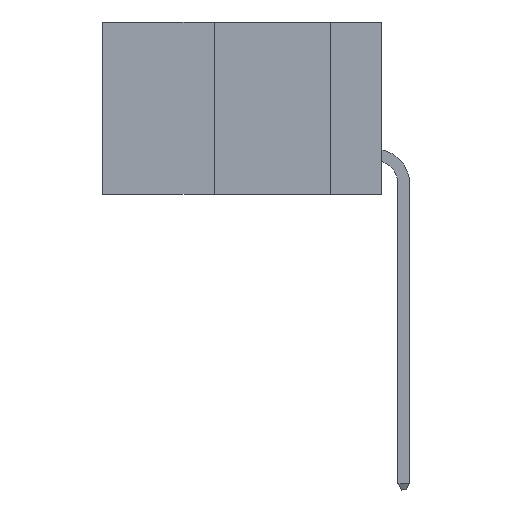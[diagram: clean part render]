
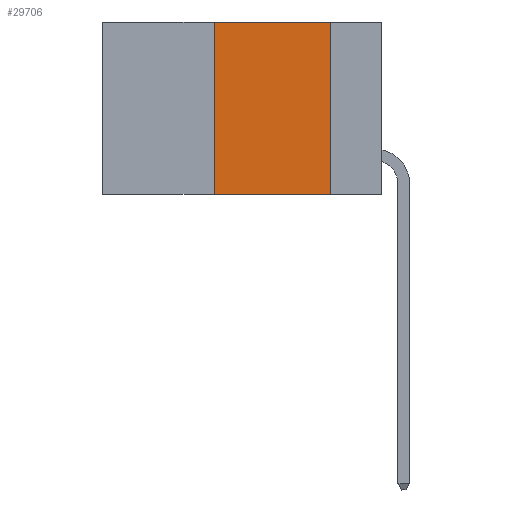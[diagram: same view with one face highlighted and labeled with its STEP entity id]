
A CAD part, left-side view. The second image highlights one B-rep face of the part: STEP entity #29706.
In plain terms, the highlighted planar face has unit normal (-1, 0, 0).
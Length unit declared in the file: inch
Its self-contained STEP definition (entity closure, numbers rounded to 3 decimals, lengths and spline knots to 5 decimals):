
#918 = LINE ( 'NONE', #23325, #24867 ) ;
#1744 = EDGE_CURVE ( 'NONE', #11455, #27039, #918, .T. ) ;
#2526 = VECTOR ( 'NONE', #14704, 39.37008 ) ;
#2794 = CARTESIAN_POINT ( 'NONE',  ( 0., 0.11, 0. ) ) ;
#4621 = CARTESIAN_POINT ( 'NONE',  ( 0., 0.36, 0. ) ) ;
#4990 = LINE ( 'NONE', #24817, #29630 ) ;
#5548 = EDGE_LOOP ( 'NONE', ( #14652, #25802, #27720, #11709 ) ) ;
#8437 = AXIS2_PLACEMENT_3D ( 'NONE', #21015, #16518, #12121 ) ;
#8551 = DIRECTION ( 'NONE',  ( 0., -1., 0. ) ) ;
#9319 = EDGE_CURVE ( 'NONE', #15044, #11455, #22486, .T. ) ;
#10392 = DIRECTION ( 'NONE',  ( 0., 0., -1. ) ) ;
#11455 = VERTEX_POINT ( 'NONE', #14339 ) ;
#11709 = ORIENTED_EDGE ( 'NONE', *, *, #16546, .T. ) ;
#11828 = CARTESIAN_POINT ( 'NONE',  ( 0., 0.11, -0.37 ) ) ;
#12121 = DIRECTION ( 'NONE',  ( 0., 0., -1. ) ) ;
#13428 = CARTESIAN_POINT ( 'NONE',  ( 0., 0.36, -0.37 ) ) ;
#14339 = CARTESIAN_POINT ( 'NONE',  ( 0., 0.36, 0. ) ) ;
#14652 = ORIENTED_EDGE ( 'NONE', *, *, #27327, .F. ) ;
#14704 = DIRECTION ( 'NONE',  ( 0., 0., 1. ) ) ;
#15044 = VERTEX_POINT ( 'NONE', #13428 ) ;
#15234 = LINE ( 'NONE', #24276, #18143 ) ;
#16518 = DIRECTION ( 'NONE',  ( 1., 0., 0. ) ) ;
#16546 = EDGE_CURVE ( 'NONE', #15044, #24175, #4990, .T. ) ;
#18143 = VECTOR ( 'NONE', #10392, 39.37008 ) ;
#18674 = PLANE ( 'NONE',  #8437 ) ;
#21015 = CARTESIAN_POINT ( 'NONE',  ( 0., 0.6, 0. ) ) ;
#22486 = LINE ( 'NONE', #4621, #2526 ) ;
#23325 = CARTESIAN_POINT ( 'NONE',  ( 0., 0.6, 0. ) ) ;
#23521 = DIRECTION ( 'NONE',  ( 0., -1., 0. ) ) ;
#24175 = VERTEX_POINT ( 'NONE', #11828 ) ;
#24276 = CARTESIAN_POINT ( 'NONE',  ( 0., 0.11, 0. ) ) ;
#24817 = CARTESIAN_POINT ( 'NONE',  ( 0., 0.6, -0.37 ) ) ;
#24867 = VECTOR ( 'NONE', #23521, 39.37008 ) ;
#25802 = ORIENTED_EDGE ( 'NONE', *, *, #1744, .F. ) ;
#26700 = FACE_OUTER_BOUND ( 'NONE', #5548, .T. ) ;
#27039 = VERTEX_POINT ( 'NONE', #2794 ) ;
#27327 = EDGE_CURVE ( 'NONE', #27039, #24175, #15234, .T. ) ;
#27720 = ORIENTED_EDGE ( 'NONE', *, *, #9319, .F. ) ;
#29630 = VECTOR ( 'NONE', #8551, 39.37008 ) ;
#29706 = ADVANCED_FACE ( 'NONE', ( #26700 ), #18674, .F. ) ;
